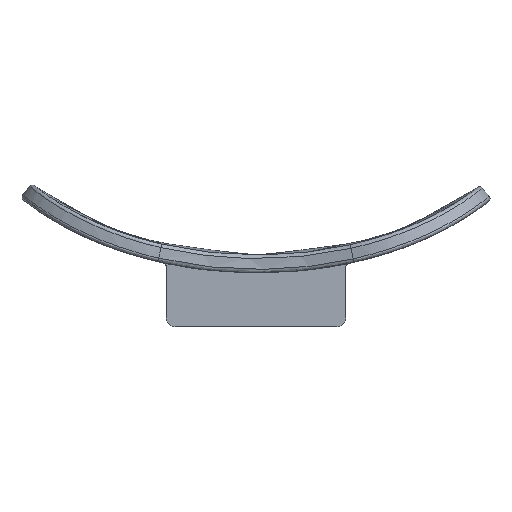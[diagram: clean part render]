
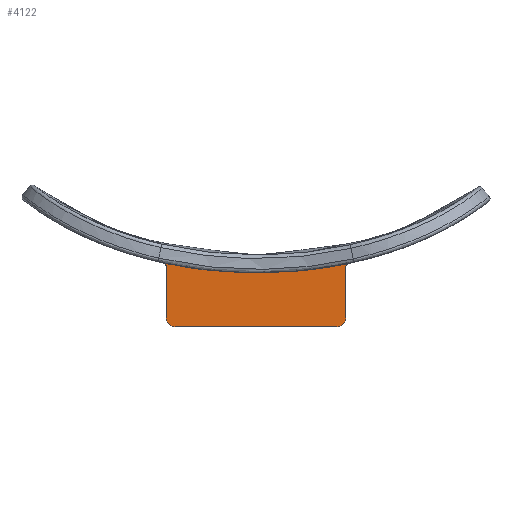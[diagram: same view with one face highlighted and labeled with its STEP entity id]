
A CAD part, front view. The second image highlights one B-rep face of the part: STEP entity #4122.
In plain terms, the highlighted planar face has unit normal (0, -1, 0).
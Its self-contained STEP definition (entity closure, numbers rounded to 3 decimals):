
#71 = B_SPLINE_CURVE_WITH_KNOTS ( 'NONE', 3,
 ( #4420, #487, #2593, #5045 ),
 .UNSPECIFIED., .F., .F.,
 ( 4, 4 ),
 ( 0., 0.002 ),
 .UNSPECIFIED. ) ;
#88 = CARTESIAN_POINT ( 'NONE',  ( 2.544, -30., -24.02 ) ) ;
#126 = CARTESIAN_POINT ( 'NONE',  ( -0.22, -30., -23.999 ) ) ;
#143 = VERTEX_POINT ( 'NONE', #1872 ) ;
#277 = EDGE_CURVE ( 'NONE', #4485, #4568, #1126, .T. ) ;
#388 = VERTEX_POINT ( 'NONE', #3825 ) ;
#448 = CARTESIAN_POINT ( 'NONE',  ( -10., -30., -23.358 ) ) ;
#464 = CARTESIAN_POINT ( 'NONE',  ( 10.396, -30., -22.936 ) ) ;
#487 = CARTESIAN_POINT ( 'NONE',  ( -9.599, -30., -23.044 ) ) ;
#807 = DIRECTION ( 'NONE',  ( 0., 0., -1. ) ) ;
#879 = CARTESIAN_POINT ( 'NONE',  ( -2.837, -30., -23.979 ) ) ;
#902 = FACE_OUTER_BOUND ( 'NONE', #2348, .T. ) ;
#918 = CARTESIAN_POINT ( 'NONE',  ( -0.22, -30., -23.999 ) ) ;
#920 = EDGE_CURVE ( 'NONE', #3634, #3133, #4608, .T. ) ;
#941 = DIRECTION ( 'NONE',  ( 0., 0., -1. ) ) ;
#957 = CARTESIAN_POINT ( 'NONE',  ( 5.309, -30., -23.813 ) ) ;
#995 = VECTOR ( 'NONE', #941, 1000. ) ;
#1065 = VERTEX_POINT ( 'NONE', #3953 ) ;
#1126 = CIRCLE ( 'NONE', #2982, 0.5 ) ;
#1189 = ORIENTED_EDGE ( 'NONE', *, *, #5307, .F. ) ;
#1270 = AXIS2_PLACEMENT_3D ( 'NONE', #2013, #3297, #2884 ) ;
#1278 = CARTESIAN_POINT ( 'NONE',  ( 9.6, -30., -23.106 ) ) ;
#1309 = CARTESIAN_POINT ( 'NONE',  ( -0.22, -30., -23.999 ) ) ;
#1331 = CARTESIAN_POINT ( 'NONE',  ( -9., -30., -29. ) ) ;
#1366 = EDGE_CURVE ( 'NONE', #4485, #2565, #2088, .T. ) ;
#1379 = VECTOR ( 'NONE', #2780, 1000. ) ;
#1459 = CARTESIAN_POINT ( 'NONE',  ( 8., -30., -23.382 ) ) ;
#1529 = CARTESIAN_POINT ( 'NONE',  ( 8.801, -30., -23.254 ) ) ;
#1623 = EDGE_CURVE ( 'NONE', #1906, #1065, #2335, .T. ) ;
#1672 = CARTESIAN_POINT ( 'NONE',  ( 10.5, -30., -23.425 ) ) ;
#1722 = CARTESIAN_POINT ( 'NONE',  ( -5.452, -30., -23.755 ) ) ;
#1728 = CARTESIAN_POINT ( 'NONE',  ( 10., -30., -28. ) ) ;
#1735 = CARTESIAN_POINT ( 'NONE',  ( -10., -30., -29. ) ) ;
#1801 = EDGE_CURVE ( 'NONE', #143, #4785, #71, .T. ) ;
#1872 = CARTESIAN_POINT ( 'NONE',  ( -10.393, -30., -22.869 ) ) ;
#1906 = VERTEX_POINT ( 'NONE', #4056 ) ;
#2013 = CARTESIAN_POINT ( 'NONE',  ( -10.5, -30., -23.358 ) ) ;
#2027 = AXIS2_PLACEMENT_3D ( 'NONE', #1331, #4597, #2589 ) ;
#2067 = CARTESIAN_POINT ( 'NONE',  ( 0., -30., 0. ) ) ;
#2088 = LINE ( 'NONE', #1728, #995 ) ;
#2186 = B_SPLINE_CURVE_WITH_KNOTS ( 'NONE', 3,
 ( #2553, #1722, #879, #918 ),
 .UNSPECIFIED., .F., .F.,
 ( 4, 4 ),
 ( 0., 1. ),
 .UNSPECIFIED. ) ;
#2254 = EDGE_CURVE ( 'NONE', #5330, #388, #2366, .T. ) ;
#2335 = LINE ( 'NONE', #2796, #1379 ) ;
#2348 = EDGE_LOOP ( 'NONE', ( #4649, #5025, #4539, #4037, #4763, #4697, #3256, #3968, #5093, #4945, #1189 ) ) ;
#2366 = B_SPLINE_CURVE_WITH_KNOTS ( 'NONE', 3,
 ( #126, #88, #957, #2966 ),
 .UNSPECIFIED., .F., .F.,
 ( 4, 4 ),
 ( 0., 1. ),
 .UNSPECIFIED. ) ;
#2448 = CIRCLE ( 'NONE', #4554, 1. ) ;
#2483 = DIRECTION ( 'NONE',  ( 0., 1., 0. ) ) ;
#2516 = CIRCLE ( 'NONE', #2027, 1. ) ;
#2553 = CARTESIAN_POINT ( 'NONE',  ( -8., -30., -23.331 ) ) ;
#2565 = VERTEX_POINT ( 'NONE', #4731 ) ;
#2589 = DIRECTION ( 'NONE',  ( 0., 0., -1. ) ) ;
#2593 = CARTESIAN_POINT ( 'NONE',  ( -8.801, -30., -23.197 ) ) ;
#2780 = DIRECTION ( 'NONE',  ( -1., 0., 0. ) ) ;
#2796 = CARTESIAN_POINT ( 'NONE',  ( 10., -30., -30. ) ) ;
#2843 = AXIS2_PLACEMENT_3D ( 'NONE', #2067, #4962, #807 ) ;
#2884 = DIRECTION ( 'NONE',  ( 0., 0., -1. ) ) ;
#2934 = CARTESIAN_POINT ( 'NONE',  ( -8., -30., -23.331 ) ) ;
#2966 = CARTESIAN_POINT ( 'NONE',  ( 8., -30., -23.382 ) ) ;
#2982 = AXIS2_PLACEMENT_3D ( 'NONE', #1672, #2483, #3714 ) ;
#3113 = EDGE_CURVE ( 'NONE', #388, #4568, #3580, .T. ) ;
#3133 = VERTEX_POINT ( 'NONE', #448 ) ;
#3256 = ORIENTED_EDGE ( 'NONE', *, *, #1366, .F. ) ;
#3258 = EDGE_CURVE ( 'NONE', #3634, #1065, #2516, .T. ) ;
#3297 = DIRECTION ( 'NONE',  ( 0., 1., 0. ) ) ;
#3561 = VECTOR ( 'NONE', #4354, 1000. ) ;
#3580 = B_SPLINE_CURVE_WITH_KNOTS ( 'NONE', 3,
 ( #1459, #1529, #1278, #464 ),
 .UNSPECIFIED., .F., .F.,
 ( 4, 4 ),
 ( 0.018, 0.021 ),
 .UNSPECIFIED. ) ;
#3634 = VERTEX_POINT ( 'NONE', #1735 ) ;
#3660 = CIRCLE ( 'NONE', #1270, 0.5 ) ;
#3714 = DIRECTION ( 'NONE',  ( 0., 0., -1. ) ) ;
#3825 = CARTESIAN_POINT ( 'NONE',  ( 8., -30., -23.382 ) ) ;
#3953 = CARTESIAN_POINT ( 'NONE',  ( -9., -30., -30. ) ) ;
#3968 = ORIENTED_EDGE ( 'NONE', *, *, #277, .T. ) ;
#4037 = ORIENTED_EDGE ( 'NONE', *, *, #3258, .T. ) ;
#4052 = EDGE_CURVE ( 'NONE', #143, #3133, #3660, .T. ) ;
#4055 = CARTESIAN_POINT ( 'NONE',  ( 10.396, -30., -22.936 ) ) ;
#4056 = CARTESIAN_POINT ( 'NONE',  ( 9., -30., -30. ) ) ;
#4066 = DIRECTION ( 'NONE',  ( 0., -1., 0. ) ) ;
#4075 = PLANE ( 'NONE',  #2843 ) ;
#4122 = ADVANCED_FACE ( 'NONE', ( #902 ), #4075, .T. ) ;
#4354 = DIRECTION ( 'NONE',  ( 0., 0., 1. ) ) ;
#4420 = CARTESIAN_POINT ( 'NONE',  ( -10.393, -30., -22.869 ) ) ;
#4485 = VERTEX_POINT ( 'NONE', #4986 ) ;
#4487 = DIRECTION ( 'NONE',  ( 0., 0., -1. ) ) ;
#4539 = ORIENTED_EDGE ( 'NONE', *, *, #920, .F. ) ;
#4554 = AXIS2_PLACEMENT_3D ( 'NONE', #4902, #4066, #4487 ) ;
#4568 = VERTEX_POINT ( 'NONE', #4055 ) ;
#4597 = DIRECTION ( 'NONE',  ( 0., -1., 0. ) ) ;
#4608 = LINE ( 'NONE', #5041, #3561 ) ;
#4649 = ORIENTED_EDGE ( 'NONE', *, *, #1801, .F. ) ;
#4697 = ORIENTED_EDGE ( 'NONE', *, *, #4901, .T. ) ;
#4731 = CARTESIAN_POINT ( 'NONE',  ( 10., -30., -29. ) ) ;
#4763 = ORIENTED_EDGE ( 'NONE', *, *, #1623, .F. ) ;
#4785 = VERTEX_POINT ( 'NONE', #2934 ) ;
#4901 = EDGE_CURVE ( 'NONE', #1906, #2565, #2448, .T. ) ;
#4902 = CARTESIAN_POINT ( 'NONE',  ( 9., -30., -29. ) ) ;
#4945 = ORIENTED_EDGE ( 'NONE', *, *, #2254, .F. ) ;
#4962 = DIRECTION ( 'NONE',  ( 0., -1., 0. ) ) ;
#4986 = CARTESIAN_POINT ( 'NONE',  ( 10., -30., -23.425 ) ) ;
#5025 = ORIENTED_EDGE ( 'NONE', *, *, #4052, .T. ) ;
#5041 = CARTESIAN_POINT ( 'NONE',  ( -10., -30., -24.641 ) ) ;
#5045 = CARTESIAN_POINT ( 'NONE',  ( -8., -30., -23.331 ) ) ;
#5093 = ORIENTED_EDGE ( 'NONE', *, *, #3113, .F. ) ;
#5307 = EDGE_CURVE ( 'NONE', #4785, #5330, #2186, .T. ) ;
#5330 = VERTEX_POINT ( 'NONE', #1309 ) ;
